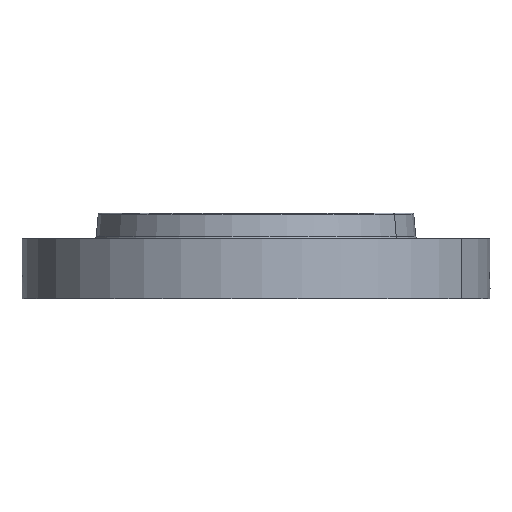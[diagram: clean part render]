
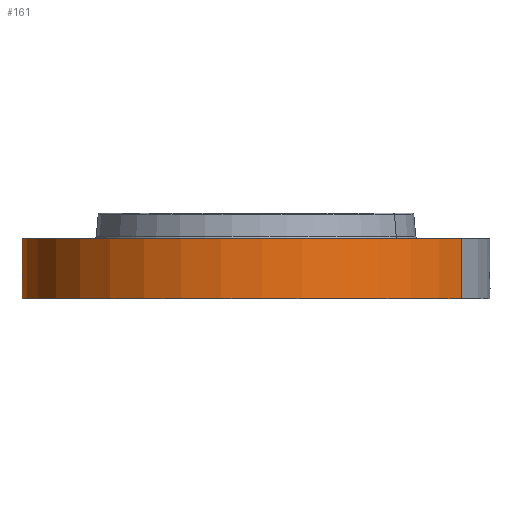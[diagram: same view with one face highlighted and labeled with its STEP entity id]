
A CAD part, left-side view. The second image highlights one B-rep face of the part: STEP entity #161.
In plain terms, the highlighted cylindrical face has radius 190.5 mm (diameter 381 mm), a partial arc.
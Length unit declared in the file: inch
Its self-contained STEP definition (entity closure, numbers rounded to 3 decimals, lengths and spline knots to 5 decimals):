
#38=AXIS2_PLACEMENT_3D('Cylinder Axis2P3D',#35,#36,#37) ;
#42=AXIS2_PLACEMENT_3D('Circle Axis2P3D',#40,#41,$) ;
#58=AXIS2_PLACEMENT_3D('Circle Axis2P3D',#56,#57,$) ;
#35=CARTESIAN_POINT('Axis2P3D Location',(0.,0.,1.3765)) ;
#40=CARTESIAN_POINT('Axis2P3D Location',(0.,0.,0.)) ;
#44=CARTESIAN_POINT('Vertex',(-3.59569,-6.58187,0.)) ;
#46=CARTESIAN_POINT('Vertex',(3.59569,6.58187,0.)) ;
#49=CARTESIAN_POINT('Line Origine',(-3.59569,-6.58187,0.9665)) ;
#53=CARTESIAN_POINT('Vertex',(-3.59569,-6.58187,1.933)) ;
#56=CARTESIAN_POINT('Axis2P3D Location',(0.,0.,1.933)) ;
#60=CARTESIAN_POINT('Vertex',(3.59569,6.58187,1.933)) ;
#63=CARTESIAN_POINT('Line Origine',(3.59569,6.58187,0.9665)) ;
#75=CARTESIAN_POINT('Control Point',(-0.05941,7.49976,1.09909)) ;
#76=CARTESIAN_POINT('Control Point',(-0.04003,7.49992,1.1024)) ;
#77=CARTESIAN_POINT('Control Point',(-0.02038,7.5,1.10408)) ;
#78=CARTESIAN_POINT('Control Point',(-0.00072,7.5,1.10412)) ;
#79=CARTESIAN_POINT('Vertex',(-0.0594,7.49977,1.0991)) ;
#81=CARTESIAN_POINT('Vertex',(-0.00072,7.5,1.10412)) ;
#85=CARTESIAN_POINT('Control Point',(-0.05939,7.49976,1.09909)) ;
#86=CARTESIAN_POINT('Control Point',(-0.09831,7.49946,1.09409)) ;
#87=CARTESIAN_POINT('Control Point',(-0.13642,7.49884,1.082)) ;
#88=CARTESIAN_POINT('Control Point',(-0.17138,7.49804,1.06375)) ;
#89=CARTESIAN_POINT('Vertex',(-0.17138,7.49804,1.06375)) ;
#93=CARTESIAN_POINT('Control Point',(-0.02999,7.49994,0.34111)) ;
#94=CARTESIAN_POINT('Control Point',(-0.08598,7.49972,0.34825)) ;
#95=CARTESIAN_POINT('Control Point',(-0.14035,7.49898,0.36587)) ;
#96=CARTESIAN_POINT('Control Point',(-0.19034,7.49779,0.39344)) ;
#97=CARTESIAN_POINT('Control Point',(-0.2796,7.49502,0.46639)) ;
#98=CARTESIAN_POINT('Control Point',(-0.33704,7.49249,0.56453)) ;
#99=CARTESIAN_POINT('Control Point',(-0.35684,7.49151,0.61913)) ;
#100=CARTESIAN_POINT('Control Point',(-0.37232,7.49075,0.70843)) ;
#101=CARTESIAN_POINT('Control Point',(-0.363,7.49121,0.79692)) ;
#102=CARTESIAN_POINT('Control Point',(-0.35625,7.49154,0.82886)) ;
#103=CARTESIAN_POINT('Control Point',(-0.33118,7.49273,0.90639)) ;
#104=CARTESIAN_POINT('Control Point',(-0.28659,7.4946,0.97493)) ;
#105=CARTESIAN_POINT('Control Point',(-0.25324,7.49586,1.01136)) ;
#106=CARTESIAN_POINT('Control Point',(-0.21425,7.49706,1.04137)) ;
#107=CARTESIAN_POINT('Control Point',(-0.17138,7.49804,1.06375)) ;
#108=CARTESIAN_POINT('Vertex',(-0.02999,7.49994,0.34111)) ;
#112=CARTESIAN_POINT('Control Point',(-0.02999,7.49994,0.34111)) ;
#113=CARTESIAN_POINT('Control Point',(-0.01999,7.49998,0.34086)) ;
#114=CARTESIAN_POINT('Control Point',(-0.00998,7.5,0.34095)) ;
#115=CARTESIAN_POINT('Control Point',(0.,7.5,0.34137)) ;
#116=CARTESIAN_POINT('Vertex',(0.,7.5,0.34137)) ;
#120=CARTESIAN_POINT('Control Point',(0.19354,7.4975,0.39573)) ;
#121=CARTESIAN_POINT('Control Point',(0.14936,7.49864,0.37106)) ;
#122=CARTESIAN_POINT('Control Point',(0.10119,7.49954,0.35344)) ;
#123=CARTESIAN_POINT('Control Point',(0.05083,7.5,0.34353)) ;
#124=CARTESIAN_POINT('Control Point',(0.,7.5,0.34137)) ;
#125=CARTESIAN_POINT('Vertex',(0.19354,7.4975,0.39573)) ;
#129=CARTESIAN_POINT('Control Point',(0.19354,7.4975,0.39573)) ;
#130=CARTESIAN_POINT('Control Point',(0.22275,7.49675,0.41204)) ;
#131=CARTESIAN_POINT('Control Point',(0.25033,7.49589,0.43124)) ;
#132=CARTESIAN_POINT('Control Point',(0.27587,7.49498,0.45317)) ;
#133=CARTESIAN_POINT('Control Point',(0.34319,7.49231,0.52437)) ;
#134=CARTESIAN_POINT('Control Point',(0.38653,7.49008,0.61377)) ;
#135=CARTESIAN_POINT('Control Point',(0.40202,7.4892,0.67798)) ;
#136=CARTESIAN_POINT('Control Point',(0.40344,7.48917,0.79213)) ;
#137=CARTESIAN_POINT('Control Point',(0.36375,7.49121,0.8968)) ;
#138=CARTESIAN_POINT('Control Point',(0.33967,7.49238,0.93823)) ;
#139=CARTESIAN_POINT('Control Point',(0.27052,7.49538,1.02298)) ;
#140=CARTESIAN_POINT('Control Point',(0.17702,7.49821,1.07827)) ;
#141=CARTESIAN_POINT('Control Point',(0.11905,7.49942,1.09847)) ;
#142=CARTESIAN_POINT('Control Point',(0.05907,7.5,1.10705)) ;
#143=CARTESIAN_POINT('Control Point',(-0.00003,7.5,1.10415)) ;
#144=CARTESIAN_POINT('Vertex',(-0.00003,7.5,1.10415)) ;
#148=CARTESIAN_POINT('Control Point',(-0.00072,7.5,1.10412)) ;
#149=CARTESIAN_POINT('Control Point',(-0.00037,7.5,1.10414)) ;
#150=CARTESIAN_POINT('Control Point',(-0.00003,7.5,1.10415)) ;
#36=DIRECTION('Axis2P3D Direction',(0.,0.,-0.039)) ;
#37=DIRECTION('Axis2P3D XDirection',(0.019,0.035,0.)) ;
#41=DIRECTION('Axis2P3D Direction',(0.,0.,-0.039)) ;
#50=DIRECTION('Vector Direction',(0.,0.,-0.039)) ;
#57=DIRECTION('Axis2P3D Direction',(0.,0.,-0.039)) ;
#64=DIRECTION('Vector Direction',(0.,0.,-0.039)) ;
#51=VECTOR('Line Direction',#50,0.03937) ;
#65=VECTOR('Line Direction',#64,0.03937) ;
#69=ORIENTED_EDGE('',*,*,#48,.F.) ;
#70=ORIENTED_EDGE('',*,*,#55,.T.) ;
#71=ORIENTED_EDGE('',*,*,#62,.T.) ;
#72=ORIENTED_EDGE('',*,*,#67,.F.) ;
#153=ORIENTED_EDGE('',*,*,#83,.F.) ;
#154=ORIENTED_EDGE('',*,*,#91,.T.) ;
#155=ORIENTED_EDGE('',*,*,#110,.F.) ;
#156=ORIENTED_EDGE('',*,*,#118,.T.) ;
#157=ORIENTED_EDGE('',*,*,#127,.F.) ;
#158=ORIENTED_EDGE('',*,*,#146,.T.) ;
#159=ORIENTED_EDGE('',*,*,#151,.F.) ;
#160=FACE_BOUND('',#152,.T.) ;
#161=ADVANCED_FACE('PartBody',(#73,#160),#39,.T.) ;
#74=B_SPLINE_CURVE_WITH_KNOTS('',3,(#75,#76,#77,#78),.UNSPECIFIED.,.F.,.U.,(4,4),(4.34045,6.52146),.UNSPECIFIED.) ;
#84=B_SPLINE_CURVE_WITH_KNOTS('',3,(#85,#86,#87,#88),.UNSPECIFIED.,.F.,.U.,(4,4),(0.,4.4082),.UNSPECIFIED.) ;
#92=B_SPLINE_CURVE_WITH_KNOTS('',5,(#93,#94,#95,#96,#97,#98,#99,#100,#101,#102,#103,#104,#105,#106,#107),.UNSPECIFIED.,.F.,.U.,(6,3,3,3,6),(0.,9.80825,20.12867,26.11715,35.12658),.UNSPECIFIED.) ;
#111=B_SPLINE_CURVE_WITH_KNOTS('',3,(#112,#113,#114,#115),.UNSPECIFIED.,.F.,.U.,(4,4),(0.,1.04343),.UNSPECIFIED.) ;
#119=B_SPLINE_CURVE_WITH_KNOTS('',4,(#120,#121,#122,#123,#124),.UNSPECIFIED.,.F.,.U.,(5,5),(0.,7.08328),.UNSPECIFIED.) ;
#128=B_SPLINE_CURVE_WITH_KNOTS('',5,(#129,#130,#131,#132,#133,#134,#135,#136,#137,#138,#139,#140,#141,#142,#143),.UNSPECIFIED.,.F.,.U.,(6,3,3,3,6),(0.,5.85318,17.06506,25.48671,36.53328),.UNSPECIFIED.) ;
#147=B_SPLINE_CURVE_WITH_KNOTS('',2,(#148,#149,#150),.UNSPECIFIED.,.F.,.U.,(3,3),(1.05656,1.08237),.UNSPECIFIED.) ;
#43=CIRCLE('generated circle',#42,7.5) ;
#59=CIRCLE('generated circle',#58,7.5) ;
#39=CYLINDRICAL_SURFACE('generated cylinder',#38,7.5) ;
#48=EDGE_CURVE('',#45,#47,#43,.T.) ;
#55=EDGE_CURVE('',#45,#54,#52,.F.) ;
#62=EDGE_CURVE('',#54,#61,#59,.T.) ;
#67=EDGE_CURVE('',#47,#61,#66,.F.) ;
#83=EDGE_CURVE('',#80,#82,#74,.T.) ;
#91=EDGE_CURVE('',#80,#90,#84,.T.) ;
#110=EDGE_CURVE('',#109,#90,#92,.T.) ;
#118=EDGE_CURVE('',#109,#117,#111,.T.) ;
#127=EDGE_CURVE('',#126,#117,#119,.T.) ;
#146=EDGE_CURVE('',#126,#145,#128,.T.) ;
#151=EDGE_CURVE('',#82,#145,#147,.T.) ;
#68=EDGE_LOOP('',(#69,#70,#71,#72)) ;
#152=EDGE_LOOP('',(#153,#154,#155,#156,#157,#158,#159)) ;
#73=FACE_OUTER_BOUND('',#68,.T.) ;
#52=LINE('Line',#49,#51) ;
#66=LINE('Line',#63,#65) ;
#45=VERTEX_POINT('',#44) ;
#47=VERTEX_POINT('',#46) ;
#54=VERTEX_POINT('',#53) ;
#61=VERTEX_POINT('',#60) ;
#80=VERTEX_POINT('',#79) ;
#82=VERTEX_POINT('',#81) ;
#90=VERTEX_POINT('',#89) ;
#109=VERTEX_POINT('',#108) ;
#117=VERTEX_POINT('',#116) ;
#126=VERTEX_POINT('',#125) ;
#145=VERTEX_POINT('',#144) ;
